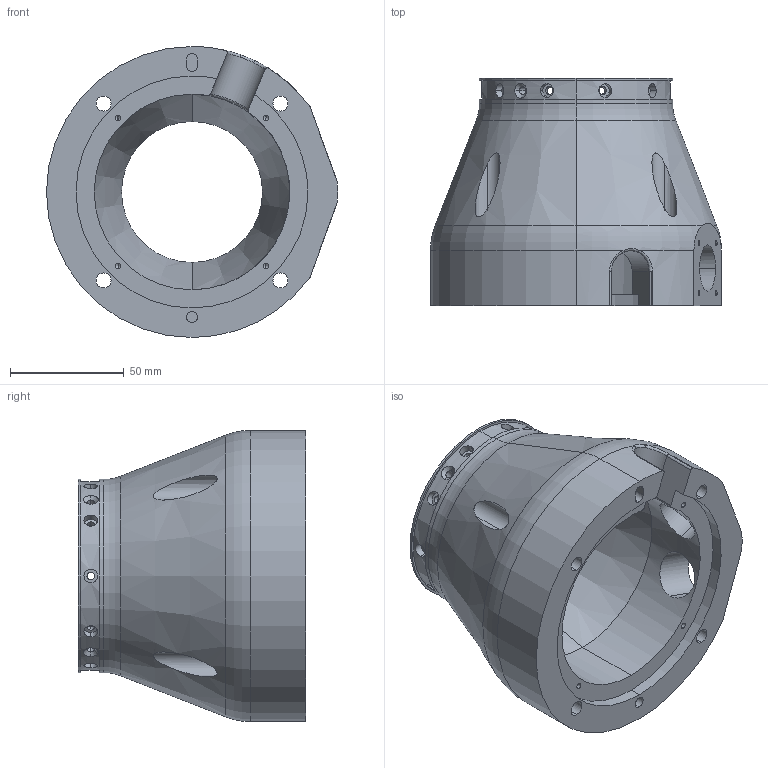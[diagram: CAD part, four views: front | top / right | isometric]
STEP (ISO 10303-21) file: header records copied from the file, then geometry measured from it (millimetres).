
FILE_DESCRIPTION (( 'STEP AP203' ), '1' );
FILE_NAME ('robot base.STEP', '2023-07-14T13:53:36', ( '' ), ( '' ), 'SwSTEP 2.0', 'SolidWorks 2023', '' );
FILE_SCHEMA (( 'CONFIG_CONTROL_DESIGN' ));
Length unit declared in the file: millimetre
Products named in the file (1): robot base
Bounding box: 127.98 x 100 x 128 mm (x, y, z)
Volume: 434434.9 mm3; surface area: 79415.9 mm2
Topology: 1 solids, 1 shells, 190 faces, 463 edges, 280 vertices
Faces by surface type: cylinder 117, cone 34, plane 27, torus 8, bspline 4
Entity records: 7931 total; most frequent: CARTESIAN_POINT 3438, DIRECTION 934, ORIENTED_EDGE 878, EDGE_CURVE 439, AXIS2_PLACEMENT_3D 382, VERTEX_POINT 280, EDGE_LOOP 257, CIRCLE 195
